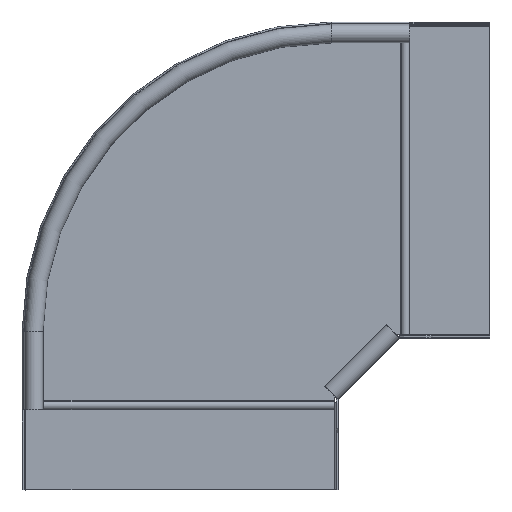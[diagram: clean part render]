
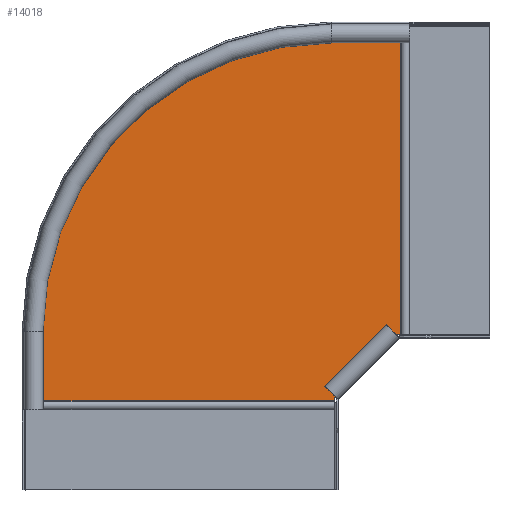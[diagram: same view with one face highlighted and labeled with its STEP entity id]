
A CAD part, top view. The second image highlights one B-rep face of the part: STEP entity #14018.
In plain terms, the highlighted planar face has unit normal (0, 0, 1).
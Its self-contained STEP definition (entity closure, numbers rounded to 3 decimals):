
#13495=DIRECTION('',(-1.,0.,0.));
#13496=VECTOR('',#13495,1.972);
#13497=CARTESIAN_POINT('',(-57.328,100.35,0.));
#13498=LINE('',#13497,#13496);
#13526=DIRECTION('',(0.,-1.,0.));
#13527=VECTOR('',#13526,198.5);
#13528=CARTESIAN_POINT('',(-57.328,298.85,0.));
#13529=LINE('',#13528,#13527);
#13534=DIRECTION('',(0.707,0.707,0.));
#13535=VECTOR('',#13534,58.053);
#13536=CARTESIAN_POINT('',(-100.35,59.3,0.));
#13537=LINE('',#13536,#13535);
#13538=CARTESIAN_POINT('',(-101.85,101.85,0.));
#13539=DIRECTION('',(0.,0.,1.));
#13540=DIRECTION('',(0.,1.,0.));
#13541=AXIS2_PLACEMENT_3D('',#13538,#13539,#13540);
#13618=DIRECTION('',(1.,0.,0.));
#13619=VECTOR('',#13618,44.522);
#13620=CARTESIAN_POINT('',(-101.85,298.85,0.));
#13621=LINE('',#13620,#13619);
#13653=DIRECTION('',(0.,1.,0.));
#13654=VECTOR('',#13653,44.522);
#13655=CARTESIAN_POINT('',(-298.85,57.328,0.));
#13656=LINE('',#13655,#13654);
#13711=DIRECTION('',(0.,-1.,0.));
#13712=VECTOR('',#13711,1.972);
#13713=CARTESIAN_POINT('',(-100.35,59.3,0.));
#13714=LINE('',#13713,#13712);
#13766=DIRECTION('',(-1.,0.,0.));
#13767=VECTOR('',#13766,198.5);
#13768=CARTESIAN_POINT('',(-100.35,57.328,0.));
#13769=LINE('',#13768,#13767);
#13810=CARTESIAN_POINT('',(-100.35,59.3,0.));
#13811=VERTEX_POINT('',#13810);
#13812=CARTESIAN_POINT('',(-100.35,57.328,0.));
#13813=VERTEX_POINT('',#13812);
#13823=CARTESIAN_POINT('',(-298.85,101.85,0.));
#13825=VERTEX_POINT('',#13823);
#13826=CARTESIAN_POINT('',(-298.85,57.328,0.));
#13827=VERTEX_POINT('',#13826);
#13834=CARTESIAN_POINT('',(-101.85,298.85,0.));
#13835=VERTEX_POINT('',#13834);
#13836=CARTESIAN_POINT('',(-57.328,298.85,0.));
#13837=CARTESIAN_POINT('',(-57.328,100.35,0.));
#13838=VERTEX_POINT('',#13836);
#13839=VERTEX_POINT('',#13837);
#13840=CARTESIAN_POINT('',(-59.3,100.35,0.));
#13841=VERTEX_POINT('',#13840);
#13997=CARTESIAN_POINT('',(-101.85,101.85,0.));
#13998=DIRECTION('',(0.,0.,-1.));
#13999=DIRECTION('',(-1.,0.,0.));
#14000=AXIS2_PLACEMENT_3D('',#13997,#13998,#13999);
#14001=PLANE('',#14000);
#14003=ORIENTED_EDGE('',*,*,#14002,.F.);
#14005=ORIENTED_EDGE('',*,*,#14004,.T.);
#14007=ORIENTED_EDGE('',*,*,#14006,.T.);
#14009=ORIENTED_EDGE('',*,*,#14008,.T.);
#14011=ORIENTED_EDGE('',*,*,#14010,.F.);
#14013=ORIENTED_EDGE('',*,*,#14012,.T.);
#14014=ORIENTED_EDGE('',*,*,#13989,.T.);
#14015=ORIENTED_EDGE('',*,*,#13929,.T.);
#14016=EDGE_LOOP('',(#14003,#14005,#14007,#14009,#14011,#14013,#14014,#14015));
#14017=FACE_OUTER_BOUND('',#14016,.F.);
#14018=ADVANCED_FACE('',(#14017),#14001,.F.);
#13542=CIRCLE('',#13541,197.);
#13929=EDGE_CURVE('',#13839,#13841,#13498,.T.);
#13989=EDGE_CURVE('',#13838,#13839,#13529,.T.);
#14002=EDGE_CURVE('',#13811,#13841,#13537,.T.);
#14004=EDGE_CURVE('',#13811,#13813,#13714,.T.);
#14006=EDGE_CURVE('',#13813,#13827,#13769,.T.);
#14008=EDGE_CURVE('',#13827,#13825,#13656,.T.);
#14010=EDGE_CURVE('',#13835,#13825,#13542,.T.);
#14012=EDGE_CURVE('',#13835,#13838,#13621,.T.);
